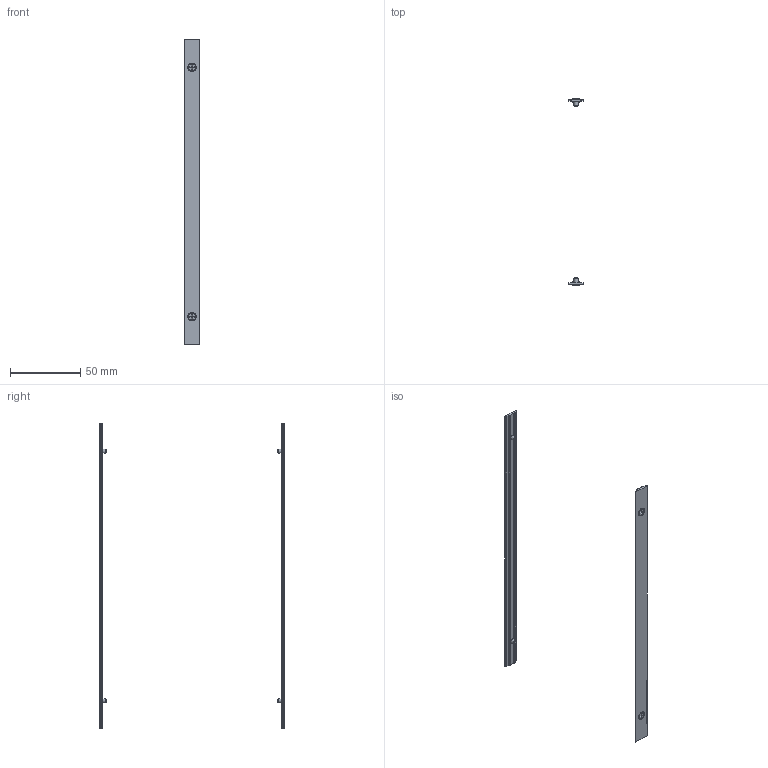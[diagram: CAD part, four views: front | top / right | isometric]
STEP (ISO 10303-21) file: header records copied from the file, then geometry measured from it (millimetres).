
FILE_DESCRIPTION((''),'2;1');
FILE_NAME('54002420_EPS_00042.stp','2012-09-05T07:36:31',('Watermann'),(''),'Autodesk Inventor 2013','Autodesk Inventor 2013','');
FILE_SCHEMA(('AUTOMOTIVE_DESIGN { 1 0 10303 214 1 1 1 1 }'));
Length unit declared in the file: millimetre
Products named in the file (3): EPS_00042_3D; KL_00042_3D; SHR S M3X5 DIN 965 OG_3DSYM PART1
Assembly tree (6 placements, depth 2):
  EPS_00042_3D
    KL_00042_3D  x2
    SHR S M3X5 DIN 965 OG_3DSYM PART1  x4
Bounding box: 11.4 x 132.4 x 218.14 mm (x, y, z)
Volume: 7056.9 mm3; surface area: 12026.7 mm2
Topology: 6 solids, 6 shells, 124 faces, 316 edges, 208 vertices
Faces by surface type: plane 92, cylinder 16, cone 12, torus 4
Full cylindrical faces by diameter (mm): 3 x8, 5.5 x4
Entity records: 1330 total; most frequent: CARTESIAN_POINT 215, DIRECTION 214, ORIENTED_EDGE 192, EDGE_CURVE 96, VECTOR 80, LINE 80, VERTEX_POINT 68, AXIS2_PLACEMENT_3D 67
